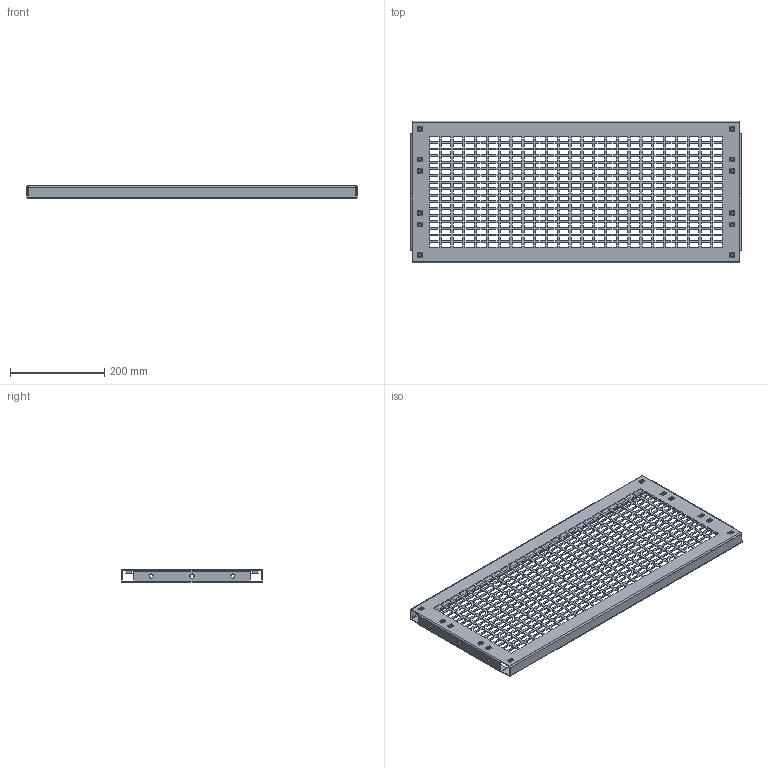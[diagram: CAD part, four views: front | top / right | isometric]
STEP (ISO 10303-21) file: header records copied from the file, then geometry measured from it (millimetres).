
FILE_DESCRIPTION (( 'STEP AP214' ), '1' );
FILE_NAME ('MP3P800 Ïàíåëü ìîíòàæíàÿ ïåðôîðèðîâàííàÿ.step', '2020-11-05T18:15:38', ( '' ), ( '' ), 'SwSTEP 2.0', 'SolidWorks 2019', '' );
FILE_SCHEMA (( 'AUTOMOTIVE_DESIGN' ));
Length unit declared in the file: millimetre
Products named in the file (16): Ãàéêà êëåòåâàÿ Ì6_3À; AVT001.08.00.06 Ïàíåëü ìîíòàæíàÿ; MP3P800 Ïàíåëü ìîíòàæíàÿ ïåðôîðèðîâàííàÿ; AVT001.08.00.06 Ïàíåëü ìîíòàæíàÿ_00
Assembly tree (13 placements, depth 2):
  Ãàéêà êëåòåâàÿ Ì6_3À
  AVT001.08.00.06 Ïàíåëü ìîíòàæíàÿ
  Ãàéêà êëåòåâàÿ Ì6_3À
  Ãàéêà êëåòåâàÿ Ì6_3À
  Ãàéêà êëåòåâàÿ Ì6_3À
Bounding box: 700 x 300 x 27.4 mm (x, y, z)
Volume: 422072.1 mm3; surface area: 484059.3 mm2
Topology: 13 solids, 13 shells, 2506 faces, 7232 edges, 4752 vertices
Faces by surface type: plane 2238, cylinder 268
Entity records: 63787 total; most frequent: CARTESIAN_POINT 11269, ORIENTED_EDGE 11164, DIRECTION 9436, EDGE_CURVE 5582, VECTOR 5486, LINE 5486, VERTEX_POINT 3696, EDGE_LOOP 2778
